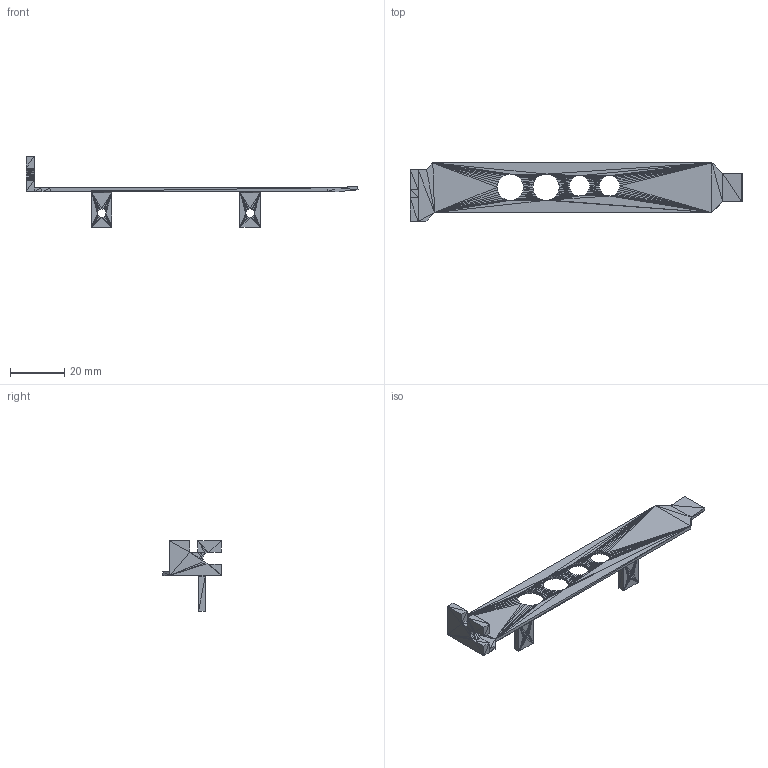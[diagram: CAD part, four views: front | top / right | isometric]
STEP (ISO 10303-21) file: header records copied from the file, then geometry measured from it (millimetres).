
FILE_DESCRIPTION(/* description */ (''),/* implementation_level */ '2;1');
FILE_NAME(/* name */ 'bracket.step',/* time_stamp */ '2022-10-07T21:23:45-07:00',/* author */ (''),/* organization */ (''),/* preprocessor_version */ 'ST-DEVELOPER v19',/* originating_system */ 'Autodesk Translation Framework v11.7.0.108',/* authorisation */ '');
FILE_SCHEMA (('AUTOMOTIVE_DESIGN { 1 0 10303 214 3 1 1 }'));
Length unit declared in the file: millimetre
Products named in the file (1): bracket
Bounding box: 122.84 x 21.59 x 25.99 mm (x, y, z)
Volume: 3736.2 mm3; surface area: 5487 mm2
Topology: 1 solids, 1 shells, 882 faces, 1324 edges, 432 vertices
Faces by surface type: plane 882
Entity records: 17229 total; most frequent: DIRECTION 3090, ORIENTED_EDGE 2648, CARTESIAN_POINT 2639, LINE 1324, VECTOR 1324, EDGE_CURVE 1324, AXIS2_PLACEMENT_3D 883, FACE_OUTER_BOUND 882
